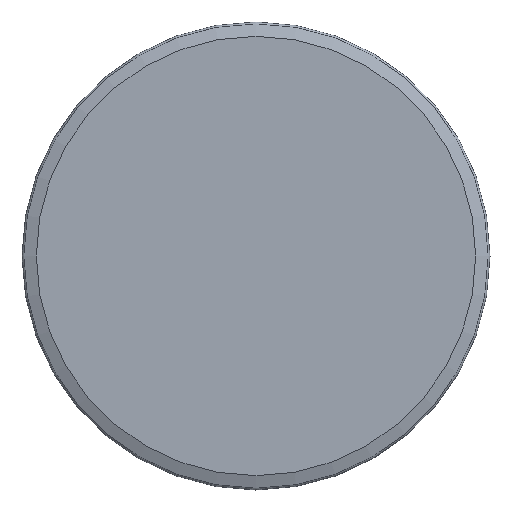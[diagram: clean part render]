
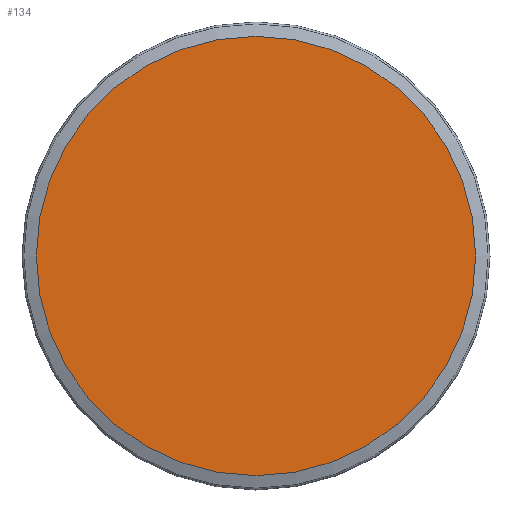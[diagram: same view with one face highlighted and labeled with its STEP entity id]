
A CAD part, left-side view. The second image highlights one B-rep face of the part: STEP entity #134.
In plain terms, the highlighted planar face has unit normal (-1, 0, 0).
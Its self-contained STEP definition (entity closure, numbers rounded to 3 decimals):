
#20=PLANE('',#163);
#35=ORIENTED_EDGE('',*,*,#54,.T.);
#54=EDGE_CURVE('',#65,#65,#76,.T.);
#65=VERTEX_POINT('',#238);
#76=CIRCLE('',#162,141.268);
#90=EDGE_LOOP('',(#35));
#112=FACE_BOUND('',#90,.T.);
#134=ADVANCED_FACE('',(#112),#20,.F.);
#162=AXIS2_PLACEMENT_3D('',#237,#193,#194);
#163=AXIS2_PLACEMENT_3D('',#239,#195,#196);
#193=DIRECTION('',(-1.,0.,0.));
#194=DIRECTION('',(0.,0.,1.));
#195=DIRECTION('',(1.,0.,0.));
#196=DIRECTION('',(0.,0.,-1.));
#237=CARTESIAN_POINT('',(-12.5,0.,0.));
#238=CARTESIAN_POINT('',(-12.5,0.,141.268));
#239=CARTESIAN_POINT('',(-12.5,0.,141.268));
